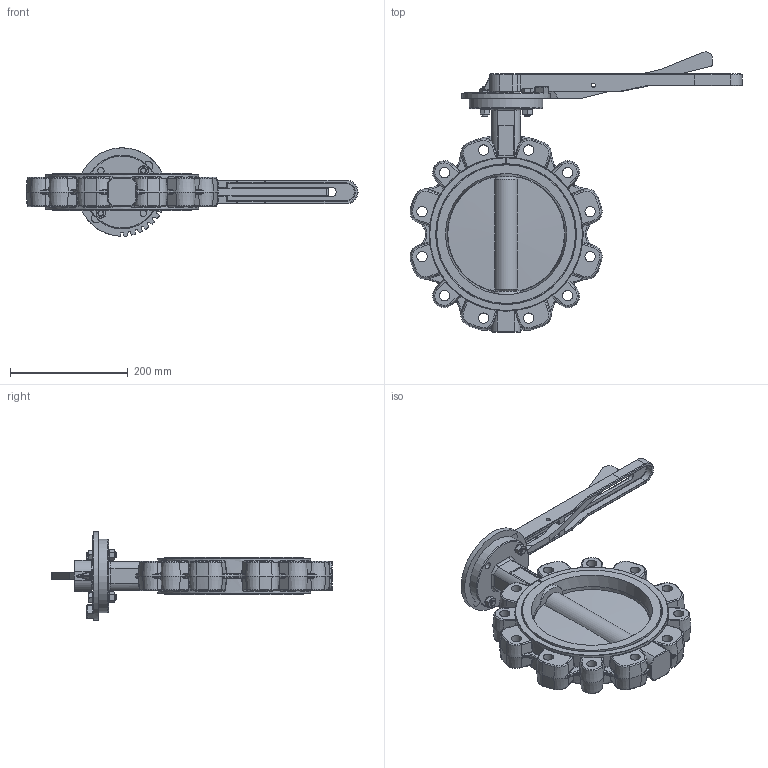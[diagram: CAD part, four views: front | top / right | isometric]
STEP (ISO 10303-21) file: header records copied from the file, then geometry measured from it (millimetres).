
FILE_DESCRIPTION (( 'STEP AP203' ), '1' );
FILE_NAME ('L9.DN200.STEP', '2012-12-17T14:24:58', ( 'luca.saino' ), ( 'Hewlett-Packard Company' ), 'SwSTEP 2.0', 'SolidWorks 2012', '' );
FILE_SCHEMA (( 'CONFIG_CONTROL_DESIGN' ));
Products named in the file (1): L9.DN200
Bounding box: 562.92 x 474.9 x 149.91 mm (x, y, z)
Volume: 3635249.3 mm3; surface area: 461757.8 mm2
Topology: 1 solids, 2 shells, 1567 faces, 3785 edges, 2218 vertices
Faces by surface type: plane 426, bspline 386, cylinder 319, torus 220, cone 154, sphere 62
Full cylindrical faces by diameter (mm): 7 x2, 8.674 x2, 10 x8, 11 x4, 16 x2, 17.5 x12, 52 x1, 125 x1, 235.2 x2, 238 x2, 260 x2
Entity records: 63793 total; most frequent: CARTESIAN_POINT 30679, ORIENTED_EDGE 7278, DIRECTION 6297, EDGE_CURVE 3639, AXIS2_PLACEMENT_3D 2513, VERTEX_POINT 2188, EDGE_LOOP 1723, FACE_OUTER_BOUND 1607
